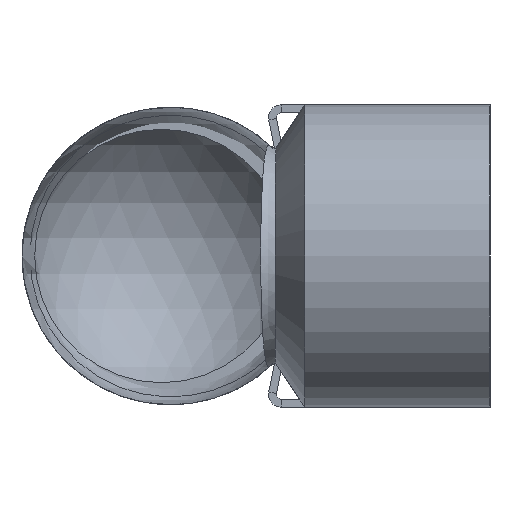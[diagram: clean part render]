
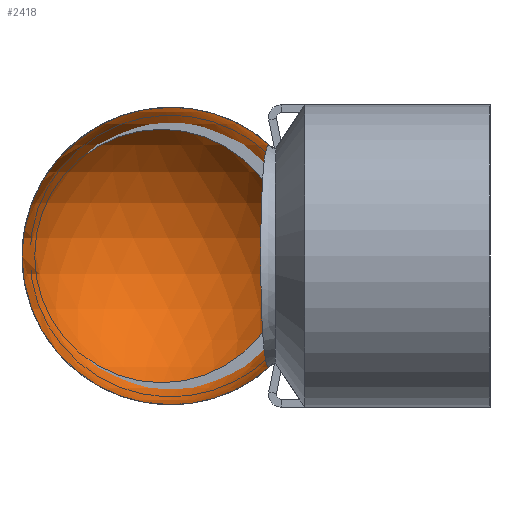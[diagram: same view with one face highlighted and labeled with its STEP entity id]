
A CAD part, left-side view. The second image highlights one B-rep face of the part: STEP entity #2418.
In plain terms, the highlighted spherical face has radius 15.25 mm.
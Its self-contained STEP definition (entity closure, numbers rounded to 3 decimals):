
#156 = DIRECTION ( 'NONE',  ( 0., 0., 1. ) ) ;
#159 = CARTESIAN_POINT ( 'NONE',  ( -303.29, 22.81, -11.29 ) ) ;
#166 = B_SPLINE_CURVE_WITH_KNOTS ( 'NONE', 3,
 ( #3130, #786, #1839, #228 ),
 .UNSPECIFIED., .F., .F.,
 ( 4, 4 ),
 ( 0., 0.001 ),
 .UNSPECIFIED. ) ;
#173 = CARTESIAN_POINT ( 'NONE',  ( -311.173, 23.408, -6.067 ) ) ;
#183 = CARTESIAN_POINT ( 'NONE',  ( -312.517, 23.492, 2.993 ) ) ;
#195 = CARTESIAN_POINT ( 'NONE',  ( -306.511, 23.084, 10.321 ) ) ;
#228 = CARTESIAN_POINT ( 'NONE',  ( -300.75, 22.577, 11.361 ) ) ;
#336 = CARTESIAN_POINT ( 'NONE',  ( -301.413, 22.616, 11.377 ) ) ;
#344 = CARTESIAN_POINT ( 'NONE',  ( -301.413, 22.616, -11.377 ) ) ;
#428 = CARTESIAN_POINT ( 'NONE',  ( -300.972, 22.577, -11.361 ) ) ;
#453 = CARTESIAN_POINT ( 'NONE',  ( -305.118, 22.973, -10.884 ) ) ;
#467 = CARTESIAN_POINT ( 'NONE',  ( -311.72, 23.443, -5.073 ) ) ;
#482 = CARTESIAN_POINT ( 'NONE',  ( -311.873, 23.452, 4.748 ) ) ;
#495 = CARTESIAN_POINT ( 'NONE',  ( -304.389, 22.911, 11.094 ) ) ;
#725 = CARTESIAN_POINT ( 'NONE',  ( -306.51, 23.083, -10.299 ) ) ;
#743 = CARTESIAN_POINT ( 'NONE',  ( -312.306, 23.479, -3.693 ) ) ;
#753 = CARTESIAN_POINT ( 'NONE',  ( -311.357, 23.42, 5.757 ) ) ;
#764 = CARTESIAN_POINT ( 'NONE',  ( -302.918, 22.775, 11.336 ) ) ;
#786 = CARTESIAN_POINT ( 'NONE',  ( -301.193, 22.591, 11.367 ) ) ;
#964 = SPHERICAL_SURFACE ( 'NONE', #2304, 15.25 ) ;
#978 = CARTESIAN_POINT ( 'NONE',  ( -301.413, 22.616, -11.377 ) ) ;
#992 = CARTESIAN_POINT ( 'NONE',  ( -307.495, 23.157, -9.757 ) ) ;
#1002 = CARTESIAN_POINT ( 'NONE',  ( -312.741, 23.506, -1.863 ) ) ;
#1014 = CARTESIAN_POINT ( 'NONE',  ( -310.54, 23.368, 7.018 ) ) ;
#1026 = CARTESIAN_POINT ( 'NONE',  ( -301.789, 22.659, 11.393 ) ) ;
#1105 = ORIENTED_EDGE ( 'NONE', *, *, #1811, .T. ) ;
#1153 = VERTEX_POINT ( 'NONE', #1259 ) ;
#1186 = CARTESIAN_POINT ( 'NONE',  ( -300.75, 32.75, 0. ) ) ;
#1240 = CARTESIAN_POINT ( 'NONE',  ( -300.75, 32.75, 0. ) ) ;
#1254 = CARTESIAN_POINT ( 'NONE',  ( -308.418, 23.224, -9.119 ) ) ;
#1259 = CARTESIAN_POINT ( 'NONE',  ( -300.75, 22.577, -11.361 ) ) ;
#1271 = CARTESIAN_POINT ( 'NONE',  ( -312.868, 23.513, -0.739 ) ) ;
#1286 = CARTESIAN_POINT ( 'NONE',  ( -309.27, 23.283, 8.395 ) ) ;
#1361 = ORIENTED_EDGE ( 'NONE', *, *, #2012, .T. ) ;
#1395 = VERTEX_POINT ( 'NONE', #3426 ) ;
#1454 = DIRECTION ( 'NONE',  ( 0., 0., 1. ) ) ;
#1502 = CARTESIAN_POINT ( 'NONE',  ( -301.413, 22.616, -11.377 ) ) ;
#1517 = CARTESIAN_POINT ( 'NONE',  ( -301.788, 22.659, -11.393 ) ) ;
#1533 = CARTESIAN_POINT ( 'NONE',  ( -309.281, 23.284, -8.385 ) ) ;
#1542 = CARTESIAN_POINT ( 'NONE',  ( -312.867, 23.513, 0.757 ) ) ;
#1551 = CARTESIAN_POINT ( 'NONE',  ( -308.406, 23.223, 9.128 ) ) ;
#1690 = VERTEX_POINT ( 'NONE', #336 ) ;
#1747 = CIRCLE ( 'NONE', #2604, 15.25 ) ;
#1772 = CARTESIAN_POINT ( 'NONE',  ( -302.914, 22.775, -11.336 ) ) ;
#1779 = CARTESIAN_POINT ( 'NONE',  ( -310.55, 23.368, -7.005 ) ) ;
#1793 = CARTESIAN_POINT ( 'NONE',  ( -312.738, 23.506, 1.882 ) ) ;
#1806 = CARTESIAN_POINT ( 'NONE',  ( -307.172, 23.134, 9.97 ) ) ;
#1811 = EDGE_CURVE ( 'NONE', #1395, #1153, #1747, .T. ) ;
#1839 = CARTESIAN_POINT ( 'NONE',  ( -300.972, 22.577, 11.361 ) ) ;
#1942 = EDGE_CURVE ( 'NONE', #1153, #2857, #2836, .T. ) ;
#1967 = EDGE_CURVE ( 'NONE', #2857, #1690, #2582, .T. ) ;
#2012 = EDGE_CURVE ( 'NONE', #1690, #1395, #166, .T. ) ;
#2031 = DIRECTION ( 'NONE',  ( 0., -1., 0. ) ) ;
#2034 = CARTESIAN_POINT ( 'NONE',  ( -304.399, 22.912, -11.092 ) ) ;
#2051 = CARTESIAN_POINT ( 'NONE',  ( -311.366, 23.421, -5.741 ) ) ;
#2067 = CARTESIAN_POINT ( 'NONE',  ( -312.3, 23.479, 3.709 ) ) ;
#2071 = CARTESIAN_POINT ( 'NONE',  ( -305.107, 22.972, 10.888 ) ) ;
#2261 = CARTESIAN_POINT ( 'NONE',  ( -300.75, 22.577, -11.361 ) ) ;
#2292 = CARTESIAN_POINT ( 'NONE',  ( -306.167, 23.056, -10.459 ) ) ;
#2303 = CARTESIAN_POINT ( 'NONE',  ( -311.88, 23.453, -4.732 ) ) ;
#2304 = AXIS2_PLACEMENT_3D ( 'NONE', #1240, #156, #2031 ) ;
#2313 = CARTESIAN_POINT ( 'NONE',  ( -311.713, 23.442, 5.088 ) ) ;
#2327 = CARTESIAN_POINT ( 'NONE',  ( -303.289, 22.81, 11.29 ) ) ;
#2418 = ADVANCED_FACE ( 'NONE', ( #2430 ), #964, .T. ) ;
#2430 = FACE_OUTER_BOUND ( 'NONE', #2655, .T. ) ;
#2492 = ORIENTED_EDGE ( 'NONE', *, *, #1942, .T. ) ;
#2543 = CARTESIAN_POINT ( 'NONE',  ( -307.173, 23.133, -9.948 ) ) ;
#2557 = CARTESIAN_POINT ( 'NONE',  ( -312.522, 23.492, -2.976 ) ) ;
#2574 = CARTESIAN_POINT ( 'NONE',  ( -311.163, 23.408, 6.082 ) ) ;
#2580 = CARTESIAN_POINT ( 'NONE',  ( -302.168, 22.699, 11.388 ) ) ;
#2582 = B_SPLINE_CURVE_WITH_KNOTS ( 'NONE', 3,
 ( #978, #1517, #3318, #1772, #159, #2034, #453, #2292, #725, #2543, #992, #2811, #1254, #3079, #1533, #3333, #1779, #173, #2051, #467, #2303, #743, #2557, #1002, #2826, #1271, #3089, #1542, #3350, #1793, #183, #2067, #482, #2313, #753, #2574, #1014, #2832, #1286, #3103, #1551, #3359, #1806, #195, #2071, #495, #2327, #764, #2580, #1026, #2844 ),
 .UNSPECIFIED., .F., .F.,
 ( 4, 2, 2, 2, 2, 2, 2, 2, 2, 2, 2, 2, 2, 1, 2, 2, 2, 2, 2, 2, 2, 2, 2, 2, 2, 4 ),
 ( 0.001, 0.002, 0.003, 0.005, 0.006, 0.007, 0.009, 0.01, 0.012, 0.013, 0.014, 0.017, 0.018, 0.019, 0.02, 0.021, 0.023, 0.024, 0.026, 0.028, 0.029, 0.03, 0.032, 0.035, 0.036, 0.037 ),
 .UNSPECIFIED. ) ;
#2604 = AXIS2_PLACEMENT_3D ( 'NONE', #1186, #3008, #1454 ) ;
#2655 = EDGE_LOOP ( 'NONE', ( #1105, #2492, #3353, #1361 ) ) ;
#2811 = CARTESIAN_POINT ( 'NONE',  ( -308.117, 23.202, -9.342 ) ) ;
#2826 = CARTESIAN_POINT ( 'NONE',  ( -312.796, 23.509, -1.487 ) ) ;
#2832 = CARTESIAN_POINT ( 'NONE',  ( -310.067, 23.337, 7.597 ) ) ;
#2836 = B_SPLINE_CURVE_WITH_KNOTS ( 'NONE', 3,
 ( #2261, #428, #3055, #1502 ),
 .UNSPECIFIED., .F., .F.,
 ( 4, 4 ),
 ( 0., 0.001 ),
 .UNSPECIFIED. ) ;
#2844 = CARTESIAN_POINT ( 'NONE',  ( -301.413, 22.616, 11.377 ) ) ;
#2857 = VERTEX_POINT ( 'NONE', #344 ) ;
#3008 = DIRECTION ( 'NONE',  ( -1., 0., 0. ) ) ;
#3055 = CARTESIAN_POINT ( 'NONE',  ( -301.193, 22.591, -11.367 ) ) ;
#3079 = CARTESIAN_POINT ( 'NONE',  ( -309., 23.264, -8.641 ) ) ;
#3089 = CARTESIAN_POINT ( 'NONE',  ( -312.903, 23.516, 0.009 ) ) ;
#3103 = CARTESIAN_POINT ( 'NONE',  ( -308.989, 23.264, 8.651 ) ) ;
#3130 = CARTESIAN_POINT ( 'NONE',  ( -301.413, 22.616, 11.377 ) ) ;
#3318 = CARTESIAN_POINT ( 'NONE',  ( -302.163, 22.699, -11.388 ) ) ;
#3333 = CARTESIAN_POINT ( 'NONE',  ( -310.077, 23.337, -7.585 ) ) ;
#3350 = CARTESIAN_POINT ( 'NONE',  ( -312.793, 23.509, 1.506 ) ) ;
#3353 = ORIENTED_EDGE ( 'NONE', *, *, #1967, .T. ) ;
#3359 = CARTESIAN_POINT ( 'NONE',  ( -308.105, 23.201, 9.351 ) ) ;
#3426 = CARTESIAN_POINT ( 'NONE',  ( -300.75, 22.577, 11.361 ) ) ;
